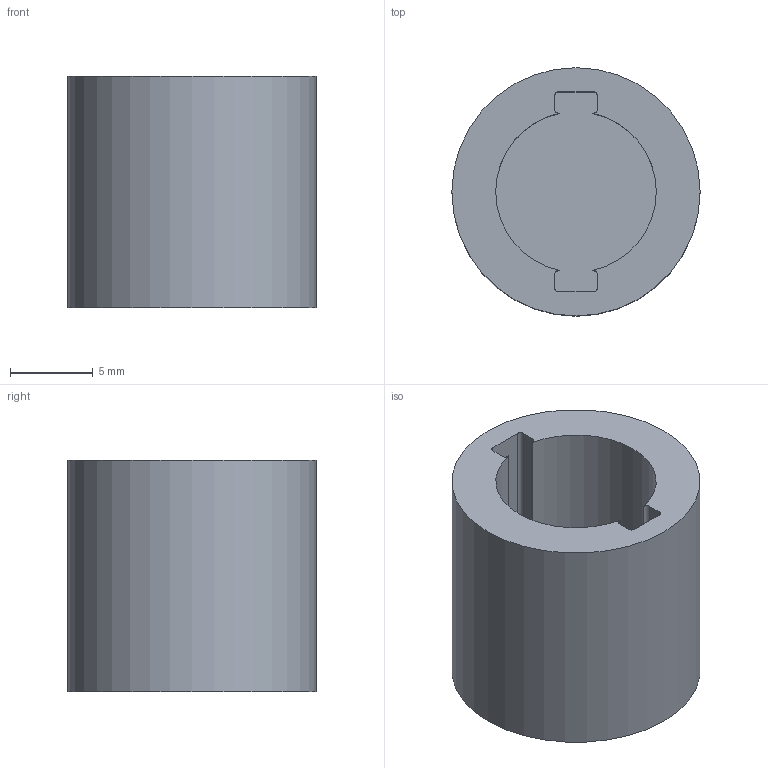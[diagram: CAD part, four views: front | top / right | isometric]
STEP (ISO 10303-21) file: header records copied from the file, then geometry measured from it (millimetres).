
FILE_DESCRIPTION(('FreeCAD Model'),'2;1');
FILE_NAME('Open CASCADE Shape Model','2025-09-02T13:08:01',(''),(''), 'Open CASCADE STEP processor 7.9','FreeCAD','Unknown');
FILE_SCHEMA(('AUTOMOTIVE_DESIGN { 1 0 10303 214 1 1 1 1 }'));
Length unit declared in the file: millimetre
Products named in the file (1): Body
Bounding box: 15 x 15 x 14 mm (x, y, z)
Volume: 1510.5 mm3; surface area: 1461.4 mm2
Topology: 1 solids, 1 shells, 24 faces, 65 edges, 44 vertices
Faces by surface type: plane 13, cylinder 11
Full cylindrical faces by diameter (mm): 15 x1
Entity records: 790 total; most frequent: DIRECTION 138, CARTESIAN_POINT 135, ORIENTED_EDGE 130, EDGE_CURVE 65, AXIS2_PLACEMENT_3D 49, VERTEX_POINT 44, LINE 40, VECTOR 40
